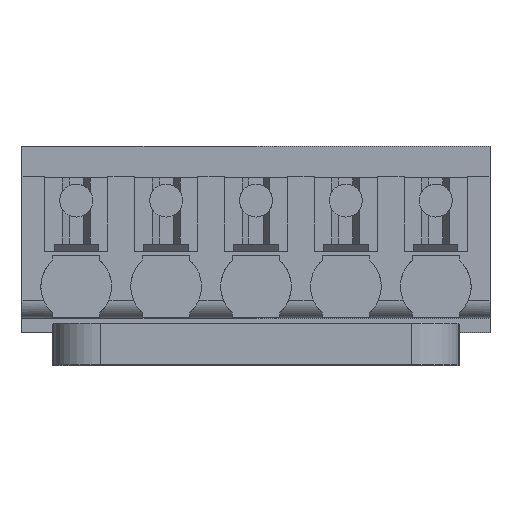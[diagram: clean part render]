
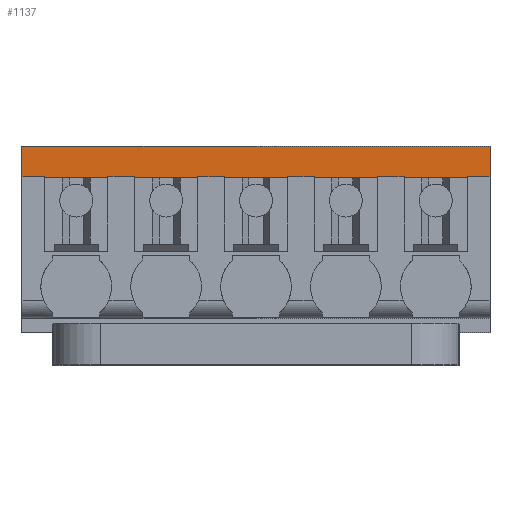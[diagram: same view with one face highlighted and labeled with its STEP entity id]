
A CAD part, top view. The second image highlights one B-rep face of the part: STEP entity #1137.
In plain terms, the highlighted planar face has unit normal (0, 0, 1).
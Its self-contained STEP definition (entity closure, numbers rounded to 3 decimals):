
#136=AXIS2_PLACEMENT_3D('Plane Axis2P3D',#133,#134,#135) ;
#133=CARTESIAN_POINT('Axis2P3D Location',(0.,2.,19.4)) ;
#841=CARTESIAN_POINT('Line Origine',(0.48,8.,19.4)) ;
#845=CARTESIAN_POINT('Vertex',(0.,8.,19.4)) ;
#847=CARTESIAN_POINT('Vertex',(0.96,8.,19.4)) ;
#867=CARTESIAN_POINT('Line Origine',(4.205,8.,19.4)) ;
#871=CARTESIAN_POINT('Vertex',(3.64,8.,19.4)) ;
#873=CARTESIAN_POINT('Vertex',(4.77,8.,19.4)) ;
#897=CARTESIAN_POINT('Vertex',(8.58,8.,19.4)) ;
#900=CARTESIAN_POINT('Line Origine',(8.015,8.,19.4)) ;
#904=CARTESIAN_POINT('Vertex',(7.45,8.,19.4)) ;
#923=CARTESIAN_POINT('Vertex',(12.39,8.,19.4)) ;
#926=CARTESIAN_POINT('Line Origine',(11.825,8.,19.4)) ;
#930=CARTESIAN_POINT('Vertex',(11.26,8.,19.4)) ;
#945=CARTESIAN_POINT('Line Origine',(15.635,8.,19.4)) ;
#949=CARTESIAN_POINT('Vertex',(15.07,8.,19.4)) ;
#951=CARTESIAN_POINT('Vertex',(16.2,8.,19.4)) ;
#975=CARTESIAN_POINT('Vertex',(19.84,8.,19.4)) ;
#978=CARTESIAN_POINT('Line Origine',(19.36,8.,19.4)) ;
#982=CARTESIAN_POINT('Vertex',(18.88,8.,19.4)) ;
#997=CARTESIAN_POINT('Line Origine',(19.84,8.65,19.4)) ;
#1001=CARTESIAN_POINT('Vertex',(19.84,9.3,19.4)) ;
#1004=CARTESIAN_POINT('Line Origine',(9.92,9.3,19.4)) ;
#1008=CARTESIAN_POINT('Vertex',(0.,9.3,19.4)) ;
#1011=CARTESIAN_POINT('Line Origine',(0.,8.65,19.4)) ;
#1016=CARTESIAN_POINT('Line Origine',(0.96,6.42,19.4)) ;
#1020=CARTESIAN_POINT('Vertex',(0.96,4.84,19.4)) ;
#1023=CARTESIAN_POINT('Line Origine',(2.3,4.84,19.4)) ;
#1027=CARTESIAN_POINT('Vertex',(3.64,4.84,19.4)) ;
#1030=CARTESIAN_POINT('Line Origine',(3.64,6.42,19.4)) ;
#1035=CARTESIAN_POINT('Line Origine',(4.77,6.42,19.4)) ;
#1039=CARTESIAN_POINT('Vertex',(4.77,4.84,19.4)) ;
#1042=CARTESIAN_POINT('Line Origine',(6.11,4.84,19.4)) ;
#1046=CARTESIAN_POINT('Vertex',(7.45,4.84,19.4)) ;
#1049=CARTESIAN_POINT('Line Origine',(7.45,6.42,19.4)) ;
#1054=CARTESIAN_POINT('Line Origine',(8.58,6.42,19.4)) ;
#1058=CARTESIAN_POINT('Vertex',(8.58,4.84,19.4)) ;
#1061=CARTESIAN_POINT('Line Origine',(9.92,4.84,19.4)) ;
#1065=CARTESIAN_POINT('Vertex',(11.26,4.84,19.4)) ;
#1068=CARTESIAN_POINT('Line Origine',(11.26,6.42,19.4)) ;
#1073=CARTESIAN_POINT('Line Origine',(12.39,6.42,19.4)) ;
#1077=CARTESIAN_POINT('Vertex',(12.39,4.84,19.4)) ;
#1080=CARTESIAN_POINT('Line Origine',(13.73,4.84,19.4)) ;
#1084=CARTESIAN_POINT('Vertex',(15.07,4.84,19.4)) ;
#1087=CARTESIAN_POINT('Line Origine',(15.07,6.42,19.4)) ;
#1092=CARTESIAN_POINT('Line Origine',(16.2,6.42,19.4)) ;
#1096=CARTESIAN_POINT('Vertex',(16.2,4.84,19.4)) ;
#1099=CARTESIAN_POINT('Line Origine',(17.54,4.84,19.4)) ;
#1103=CARTESIAN_POINT('Vertex',(18.88,4.84,19.4)) ;
#1106=CARTESIAN_POINT('Line Origine',(18.88,6.42,19.4)) ;
#134=DIRECTION('Axis2P3D Direction',(-0.,0.,1.)) ;
#135=DIRECTION('Axis2P3D XDirection',(0.,-1.,0.)) ;
#842=DIRECTION('Vector Direction',(1.,0.,0.)) ;
#868=DIRECTION('Vector Direction',(1.,0.,0.)) ;
#901=DIRECTION('Vector Direction',(1.,0.,0.)) ;
#927=DIRECTION('Vector Direction',(1.,0.,0.)) ;
#946=DIRECTION('Vector Direction',(1.,0.,0.)) ;
#979=DIRECTION('Vector Direction',(1.,0.,0.)) ;
#998=DIRECTION('Vector Direction',(0.,-1.,0.)) ;
#1005=DIRECTION('Vector Direction',(1.,0.,0.)) ;
#1012=DIRECTION('Vector Direction',(0.,-1.,0.)) ;
#1017=DIRECTION('Vector Direction',(0.,-1.,0.)) ;
#1024=DIRECTION('Vector Direction',(1.,0.,0.)) ;
#1031=DIRECTION('Vector Direction',(0.,1.,0.)) ;
#1036=DIRECTION('Vector Direction',(0.,-1.,0.)) ;
#1043=DIRECTION('Vector Direction',(1.,0.,0.)) ;
#1050=DIRECTION('Vector Direction',(0.,1.,0.)) ;
#1055=DIRECTION('Vector Direction',(0.,-1.,0.)) ;
#1062=DIRECTION('Vector Direction',(1.,0.,0.)) ;
#1069=DIRECTION('Vector Direction',(0.,1.,0.)) ;
#1074=DIRECTION('Vector Direction',(0.,-1.,0.)) ;
#1081=DIRECTION('Vector Direction',(1.,0.,0.)) ;
#1088=DIRECTION('Vector Direction',(0.,1.,0.)) ;
#1093=DIRECTION('Vector Direction',(0.,-1.,0.)) ;
#1100=DIRECTION('Vector Direction',(1.,0.,0.)) ;
#1107=DIRECTION('Vector Direction',(0.,1.,0.)) ;
#843=VECTOR('Line Direction',#842,1.) ;
#869=VECTOR('Line Direction',#868,1.) ;
#902=VECTOR('Line Direction',#901,1.) ;
#928=VECTOR('Line Direction',#927,1.) ;
#947=VECTOR('Line Direction',#946,1.) ;
#980=VECTOR('Line Direction',#979,1.) ;
#999=VECTOR('Line Direction',#998,1.) ;
#1006=VECTOR('Line Direction',#1005,1.) ;
#1013=VECTOR('Line Direction',#1012,1.) ;
#1018=VECTOR('Line Direction',#1017,1.) ;
#1025=VECTOR('Line Direction',#1024,1.) ;
#1032=VECTOR('Line Direction',#1031,1.) ;
#1037=VECTOR('Line Direction',#1036,1.) ;
#1044=VECTOR('Line Direction',#1043,1.) ;
#1051=VECTOR('Line Direction',#1050,1.) ;
#1056=VECTOR('Line Direction',#1055,1.) ;
#1063=VECTOR('Line Direction',#1062,1.) ;
#1070=VECTOR('Line Direction',#1069,1.) ;
#1075=VECTOR('Line Direction',#1074,1.) ;
#1082=VECTOR('Line Direction',#1081,1.) ;
#1089=VECTOR('Line Direction',#1088,1.) ;
#1094=VECTOR('Line Direction',#1093,1.) ;
#1101=VECTOR('Line Direction',#1100,1.) ;
#1108=VECTOR('Line Direction',#1107,1.) ;
#1112=ORIENTED_EDGE('',*,*,#1003,.T.) ;
#1113=ORIENTED_EDGE('',*,*,#1010,.F.) ;
#1114=ORIENTED_EDGE('',*,*,#1015,.F.) ;
#1115=ORIENTED_EDGE('',*,*,#849,.T.) ;
#1116=ORIENTED_EDGE('',*,*,#1022,.T.) ;
#1117=ORIENTED_EDGE('',*,*,#1029,.T.) ;
#1118=ORIENTED_EDGE('',*,*,#1034,.T.) ;
#1119=ORIENTED_EDGE('',*,*,#875,.T.) ;
#1120=ORIENTED_EDGE('',*,*,#1041,.T.) ;
#1121=ORIENTED_EDGE('',*,*,#1048,.T.) ;
#1122=ORIENTED_EDGE('',*,*,#1053,.T.) ;
#1123=ORIENTED_EDGE('',*,*,#906,.T.) ;
#1124=ORIENTED_EDGE('',*,*,#1060,.T.) ;
#1125=ORIENTED_EDGE('',*,*,#1067,.T.) ;
#1126=ORIENTED_EDGE('',*,*,#1072,.T.) ;
#1127=ORIENTED_EDGE('',*,*,#932,.T.) ;
#1128=ORIENTED_EDGE('',*,*,#1079,.T.) ;
#1129=ORIENTED_EDGE('',*,*,#1086,.T.) ;
#1130=ORIENTED_EDGE('',*,*,#1091,.T.) ;
#1131=ORIENTED_EDGE('',*,*,#953,.T.) ;
#1132=ORIENTED_EDGE('',*,*,#1098,.T.) ;
#1133=ORIENTED_EDGE('',*,*,#1105,.T.) ;
#1134=ORIENTED_EDGE('',*,*,#1110,.T.) ;
#1135=ORIENTED_EDGE('',*,*,#984,.T.) ;
#1137=ADVANCED_FACE('HOUSING',(#1136),#137,.T.) ;
#849=EDGE_CURVE('',#846,#848,#844,.T.) ;
#875=EDGE_CURVE('',#872,#874,#870,.T.) ;
#906=EDGE_CURVE('',#905,#898,#903,.T.) ;
#932=EDGE_CURVE('',#931,#924,#929,.T.) ;
#953=EDGE_CURVE('',#950,#952,#948,.T.) ;
#984=EDGE_CURVE('',#983,#976,#981,.T.) ;
#1003=EDGE_CURVE('',#976,#1002,#1000,.F.) ;
#1010=EDGE_CURVE('',#1009,#1002,#1007,.T.) ;
#1015=EDGE_CURVE('',#846,#1009,#1014,.F.) ;
#1022=EDGE_CURVE('',#848,#1021,#1019,.T.) ;
#1029=EDGE_CURVE('',#1021,#1028,#1026,.T.) ;
#1034=EDGE_CURVE('',#1028,#872,#1033,.T.) ;
#1041=EDGE_CURVE('',#874,#1040,#1038,.T.) ;
#1048=EDGE_CURVE('',#1040,#1047,#1045,.T.) ;
#1053=EDGE_CURVE('',#1047,#905,#1052,.T.) ;
#1060=EDGE_CURVE('',#898,#1059,#1057,.T.) ;
#1067=EDGE_CURVE('',#1059,#1066,#1064,.T.) ;
#1072=EDGE_CURVE('',#1066,#931,#1071,.T.) ;
#1079=EDGE_CURVE('',#924,#1078,#1076,.T.) ;
#1086=EDGE_CURVE('',#1078,#1085,#1083,.T.) ;
#1091=EDGE_CURVE('',#1085,#950,#1090,.T.) ;
#1098=EDGE_CURVE('',#952,#1097,#1095,.T.) ;
#1105=EDGE_CURVE('',#1097,#1104,#1102,.T.) ;
#1110=EDGE_CURVE('',#1104,#983,#1109,.T.) ;
#1111=EDGE_LOOP('',(#1112,#1113,#1114,#1115,#1116,#1117,#1118,#1119,#1120,#1121,#1122,#1123,#1124,#1125,#1126,#1127,#1128,#1129,#1130,#1131,#1132,#1133,#1134,#1135)) ;
#1136=FACE_OUTER_BOUND('',#1111,.T.) ;
#844=LINE('Line',#841,#843) ;
#870=LINE('Line',#867,#869) ;
#903=LINE('Line',#900,#902) ;
#929=LINE('Line',#926,#928) ;
#948=LINE('Line',#945,#947) ;
#981=LINE('Line',#978,#980) ;
#1000=LINE('Line',#997,#999) ;
#1007=LINE('Line',#1004,#1006) ;
#1014=LINE('Line',#1011,#1013) ;
#1019=LINE('Line',#1016,#1018) ;
#1026=LINE('Line',#1023,#1025) ;
#1033=LINE('Line',#1030,#1032) ;
#1038=LINE('Line',#1035,#1037) ;
#1045=LINE('Line',#1042,#1044) ;
#1052=LINE('Line',#1049,#1051) ;
#1057=LINE('Line',#1054,#1056) ;
#1064=LINE('Line',#1061,#1063) ;
#1071=LINE('Line',#1068,#1070) ;
#1076=LINE('Line',#1073,#1075) ;
#1083=LINE('Line',#1080,#1082) ;
#1090=LINE('Line',#1087,#1089) ;
#1095=LINE('Line',#1092,#1094) ;
#1102=LINE('Line',#1099,#1101) ;
#1109=LINE('Line',#1106,#1108) ;
#137=PLANE('',#136) ;
#846=VERTEX_POINT('',#845) ;
#848=VERTEX_POINT('',#847) ;
#872=VERTEX_POINT('',#871) ;
#874=VERTEX_POINT('',#873) ;
#898=VERTEX_POINT('',#897) ;
#905=VERTEX_POINT('',#904) ;
#924=VERTEX_POINT('',#923) ;
#931=VERTEX_POINT('',#930) ;
#950=VERTEX_POINT('',#949) ;
#952=VERTEX_POINT('',#951) ;
#976=VERTEX_POINT('',#975) ;
#983=VERTEX_POINT('',#982) ;
#1002=VERTEX_POINT('',#1001) ;
#1009=VERTEX_POINT('',#1008) ;
#1021=VERTEX_POINT('',#1020) ;
#1028=VERTEX_POINT('',#1027) ;
#1040=VERTEX_POINT('',#1039) ;
#1047=VERTEX_POINT('',#1046) ;
#1059=VERTEX_POINT('',#1058) ;
#1066=VERTEX_POINT('',#1065) ;
#1078=VERTEX_POINT('',#1077) ;
#1085=VERTEX_POINT('',#1084) ;
#1097=VERTEX_POINT('',#1096) ;
#1104=VERTEX_POINT('',#1103) ;
